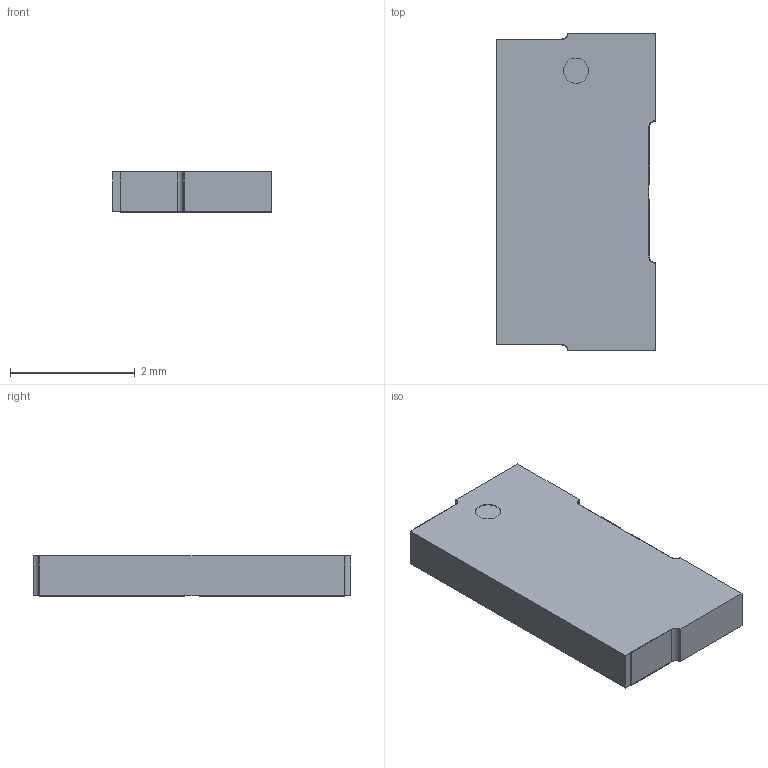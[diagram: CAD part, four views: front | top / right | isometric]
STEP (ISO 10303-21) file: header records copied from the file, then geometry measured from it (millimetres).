
FILE_DESCRIPTION(('STEP AP214'), '1');
FILE_NAME('D10AA20Z4', '', ('UNSPECIFIED'), ('UNSPECIFIED'), 'ASCON STEP Converter 1.6', 'ASCON Math Kernel', '');
FILE_SCHEMA(('AUTOMOTIVE_DESIGN { 1 0 10303 214 3 1 1}'));
Length unit declared in the file: millimetre
Bounding box: 2.54 x 5.08 x 0.65 mm (x, y, z)
Volume: 8 mm3; surface area: 54.7 mm2
Topology: 11 solids, 11 shells, 92 faces, 207 edges, 138 vertices
Faces by surface type: plane 77, cylinder 15
Full cylindrical faces by diameter (mm): 0.4 x1
Entity records: 3376 total; most frequent: CARTESIAN_POINT 437, DIRECTION 422, ORIENTED_EDGE 412, EDGE_CURVE 206, LINE 176, VECTOR 176, VERTEX_POINT 138, AXIS2_PLACEMENT_3D 123
